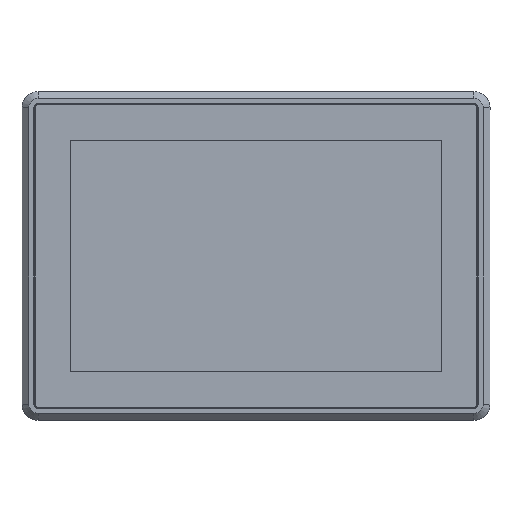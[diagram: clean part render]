
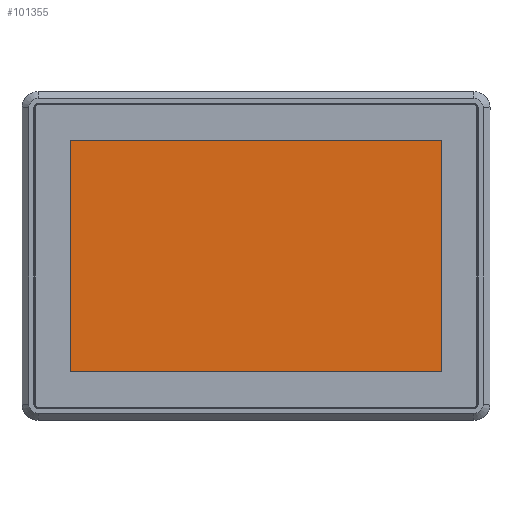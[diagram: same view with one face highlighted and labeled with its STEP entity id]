
A CAD part, top view. The second image highlights one B-rep face of the part: STEP entity #101355.
In plain terms, the highlighted planar face has unit normal (0, 0, 1).
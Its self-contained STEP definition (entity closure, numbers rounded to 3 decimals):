
#9458=FACE_OUTER_BOUND('',#14888,.T.);
#14888=EDGE_LOOP('',(#77815,#77816,#77817,#77818));
#22336=LINE('',#159227,#32526);
#22340=LINE('',#159234,#32530);
#22343=LINE('',#159240,#32533);
#22345=LINE('',#159243,#32535);
#32526=VECTOR('',#128331,10.);
#32530=VECTOR('',#128337,10.);
#32533=VECTOR('',#128342,10.);
#32535=VECTOR('',#128346,10.);
#42956=VERTEX_POINT('',#159224);
#42957=VERTEX_POINT('',#159226);
#42959=VERTEX_POINT('',#159232);
#42961=VERTEX_POINT('',#159238);
#55232=EDGE_CURVE('',#42956,#42957,#22336,.T.);
#55236=EDGE_CURVE('',#42959,#42956,#22340,.T.);
#55239=EDGE_CURVE('',#42961,#42959,#22343,.T.);
#55241=EDGE_CURVE('',#42957,#42961,#22345,.T.);
#77815=ORIENTED_EDGE('',*,*,#55241,.F.);
#77816=ORIENTED_EDGE('',*,*,#55232,.F.);
#77817=ORIENTED_EDGE('',*,*,#55236,.F.);
#77818=ORIENTED_EDGE('',*,*,#55239,.F.);
#92344=PLANE('',#109171);
#101355=ADVANCED_FACE('',(#9458),#92344,.T.);
#109171=AXIS2_PLACEMENT_3D('',#159244,#128347,#128348);
#128331=DIRECTION('',(0.,1.,0.));
#128337=DIRECTION('',(-1.,0.,0.));
#128342=DIRECTION('',(0.,-1.,0.));
#128346=DIRECTION('',(1.,0.,0.));
#128347=DIRECTION('center_axis',(0.,0.,
1.));
#128348=DIRECTION('ref_axis',(1.,0.,0.));
#159224=CARTESIAN_POINT('',(-108.48,-67.8,1.999));
#159226=CARTESIAN_POINT('',(-108.48,67.8,1.999));
#159227=CARTESIAN_POINT('',(-108.48,-67.8,1.999));
#159232=CARTESIAN_POINT('',(108.48,-67.8,1.999));
#159234=CARTESIAN_POINT('',(108.48,-67.8,1.999));
#159238=CARTESIAN_POINT('',(108.48,67.8,1.999));
#159240=CARTESIAN_POINT('',(108.48,67.8,1.999));
#159243=CARTESIAN_POINT('',(-108.48,67.8,1.999));
#159244=CARTESIAN_POINT('Origin',(0.,0.,
1.999));
